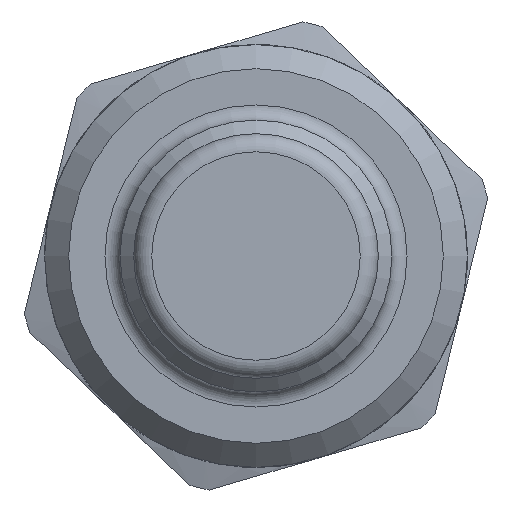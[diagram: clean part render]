
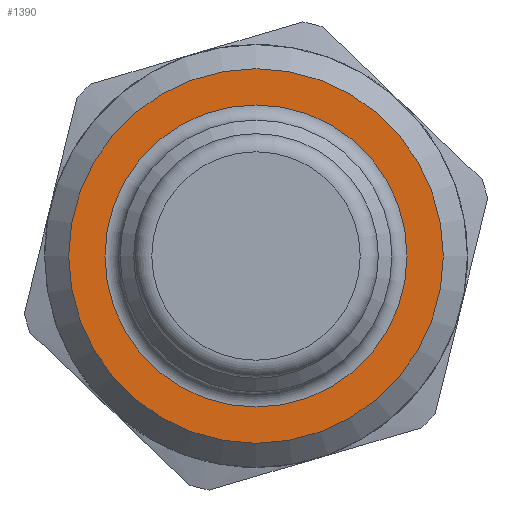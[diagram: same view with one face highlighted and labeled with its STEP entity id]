
A CAD part, left-side view. The second image highlights one B-rep face of the part: STEP entity #1390.
In plain terms, the highlighted planar face has unit normal (-1, 0, 0).
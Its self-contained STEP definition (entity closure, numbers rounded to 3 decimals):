
#1288=CARTESIAN_POINT('',(14.1,6.2,0.));
#1289=VERTEX_POINT('',#1288);
#1290=CARTESIAN_POINT('',(14.1,0.0,0.0));
#1291=DIRECTION('',(1.0,0.0,0.0));
#1292=DIRECTION('',(0.0,-1.0,0.0));
#1293=AXIS2_PLACEMENT_3D('',#1290,#1291,#1292);
#1294=CIRCLE('',#1293,6.2);
#1295=EDGE_CURVE('',#1289,#1289,#1294,.T.);
#1371=CARTESIAN_POINT('',(14.1,5.75,0.0));
#1372=DIRECTION('',(-1.0,0.0,0.0));
#1373=DIRECTION('',(0.0,0.0,1.0));
#1374=AXIS2_PLACEMENT_3D('',#1371,#1372,#1373);
#1375=PLANE('',#1374);
#1376=ORIENTED_EDGE('',*,*,#1295,.F.);
#1377=EDGE_LOOP('',(#1376));
#1378=FACE_OUTER_BOUND('',#1377,.T.);
#1379=CARTESIAN_POINT('',(14.1,5.0,0.));
#1380=VERTEX_POINT('',#1379);
#1381=CARTESIAN_POINT('',(14.1,0.0,0.0));
#1382=DIRECTION('',(-1.0,0.0,0.0));
#1383=DIRECTION('',(0.0,-1.0,0.0));
#1384=AXIS2_PLACEMENT_3D('',#1381,#1382,#1383);
#1385=CIRCLE('',#1384,5.0);
#1386=EDGE_CURVE('',#1380,#1380,#1385,.T.);
#1387=ORIENTED_EDGE('',*,*,#1386,.F.);
#1388=EDGE_LOOP('',(#1387));
#1389=FACE_BOUND('',#1388,.T.);
#1390=ADVANCED_FACE('',(#1378,#1389),#1375,.T.);
